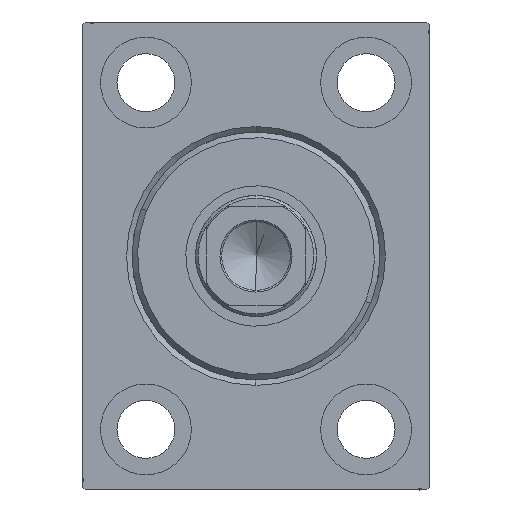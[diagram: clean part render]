
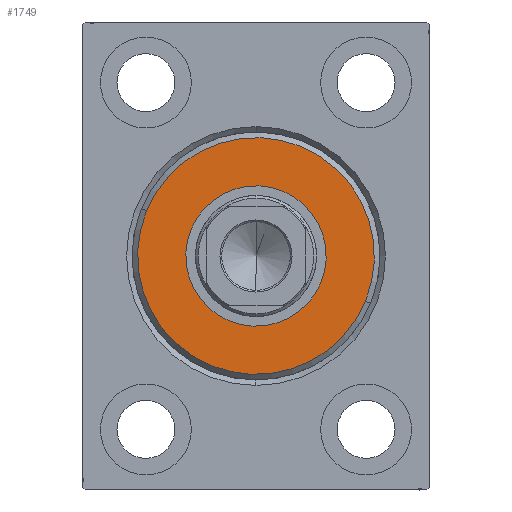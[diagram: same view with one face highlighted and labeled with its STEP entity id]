
A CAD part, left-side view. The second image highlights one B-rep face of the part: STEP entity #1749.
In plain terms, the highlighted face is planar.
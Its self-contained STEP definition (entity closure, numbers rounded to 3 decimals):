
#102 = DIRECTION ( 'NONE',  ( -1., 0., 0. ) ) ;
#1749 = ADVANCED_FACE ( 'NONE', ( #26757, #17024 ), #40898, .T. ) ;
#2454 = EDGE_LOOP ( 'NONE', ( #26396, #28357 ) ) ;
#2843 = DIRECTION ( 'NONE',  ( 0., 0., -1. ) ) ;
#3038 = CARTESIAN_POINT ( 'NONE',  ( 3., 0., 0. ) ) ;
#7966 = EDGE_LOOP ( 'NONE', ( #32705, #30305 ) ) ;
#9279 = CARTESIAN_POINT ( 'NONE',  ( 3., 0., -21.5 ) ) ;
#9470 = DIRECTION ( 'NONE',  ( 1., 0., 0. ) ) ;
#9503 = CIRCLE ( 'NONE', #25058, 12.75 ) ;
#10332 = DIRECTION ( 'NONE',  ( 0., 0., -1. ) ) ;
#10893 = EDGE_CURVE ( 'NONE', #18697, #35386, #9503, .T. ) ;
#12358 = EDGE_CURVE ( 'NONE', #35386, #18697, #23693, .T. ) ;
#13267 = DIRECTION ( 'NONE',  ( 0., 0., -1. ) ) ;
#13762 = CIRCLE ( 'NONE', #26446, 21.5 ) ;
#14396 = EDGE_CURVE ( 'NONE', #37267, #22678, #13762, .T. ) ;
#17024 = FACE_BOUND ( 'NONE', #2454, .T. ) ;
#17441 = AXIS2_PLACEMENT_3D ( 'NONE', #36967, #39422, #19727 ) ;
#18599 = AXIS2_PLACEMENT_3D ( 'NONE', #43577, #27195, #13267 ) ;
#18697 = VERTEX_POINT ( 'NONE', #24180 ) ;
#19727 = DIRECTION ( 'NONE',  ( 0., 0., -1. ) ) ;
#20715 = DIRECTION ( 'NONE',  ( -1., 0., 0. ) ) ;
#22393 = EDGE_CURVE ( 'NONE', #22678, #37267, #36522, .T. ) ;
#22678 = VERTEX_POINT ( 'NONE', #9279 ) ;
#23606 = CARTESIAN_POINT ( 'NONE',  ( 3., 0., -12.75 ) ) ;
#23693 = CIRCLE ( 'NONE', #38526, 12.75 ) ;
#23974 = DIRECTION ( 'NONE',  ( 0., 0., -1. ) ) ;
#24180 = CARTESIAN_POINT ( 'NONE',  ( 3., 0., 12.75 ) ) ;
#25058 = AXIS2_PLACEMENT_3D ( 'NONE', #33497, #102, #23974 ) ;
#25212 = CARTESIAN_POINT ( 'NONE',  ( 3., 0., 21.5 ) ) ;
#26396 = ORIENTED_EDGE ( 'NONE', *, *, #10893, .T. ) ;
#26446 = AXIS2_PLACEMENT_3D ( 'NONE', #36673, #9470, #2843 ) ;
#26757 = FACE_OUTER_BOUND ( 'NONE', #7966, .T. ) ;
#27195 = DIRECTION ( 'NONE',  ( 1., 0., 0. ) ) ;
#28357 = ORIENTED_EDGE ( 'NONE', *, *, #12358, .T. ) ;
#30305 = ORIENTED_EDGE ( 'NONE', *, *, #22393, .T. ) ;
#32705 = ORIENTED_EDGE ( 'NONE', *, *, #14396, .T. ) ;
#33497 = CARTESIAN_POINT ( 'NONE',  ( 3., 0., 0. ) ) ;
#35386 = VERTEX_POINT ( 'NONE', #23606 ) ;
#36522 = CIRCLE ( 'NONE', #17441, 21.5 ) ;
#36673 = CARTESIAN_POINT ( 'NONE',  ( 3., 0., 0. ) ) ;
#36967 = CARTESIAN_POINT ( 'NONE',  ( 3., 0., 0. ) ) ;
#37267 = VERTEX_POINT ( 'NONE', #25212 ) ;
#38526 = AXIS2_PLACEMENT_3D ( 'NONE', #3038, #20715, #10332 ) ;
#39422 = DIRECTION ( 'NONE',  ( 1., 0., 0. ) ) ;
#40898 = PLANE ( 'NONE',  #18599 ) ;
#43577 = CARTESIAN_POINT ( 'NONE',  ( 3., 0., 0. ) ) ;
